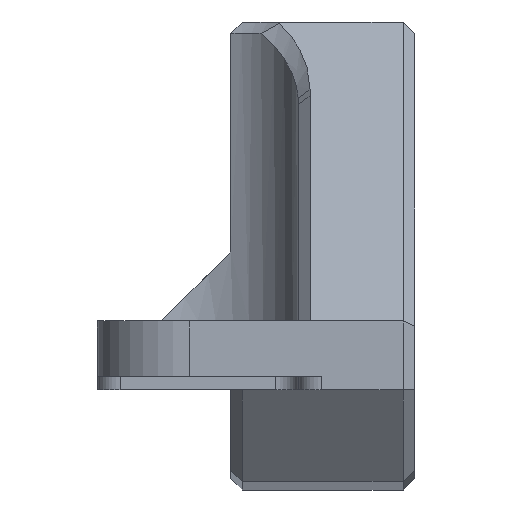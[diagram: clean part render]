
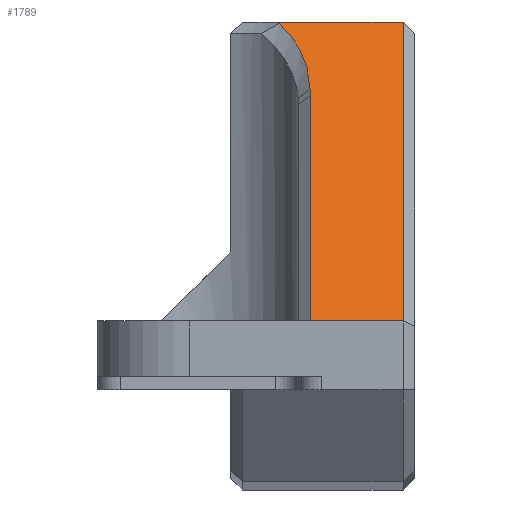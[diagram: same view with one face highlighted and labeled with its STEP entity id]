
A CAD part, front view. The second image highlights one B-rep face of the part: STEP entity #1789.
In plain terms, the highlighted planar face has unit normal (0, -0.643, 0.766).
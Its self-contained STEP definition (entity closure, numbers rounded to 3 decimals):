
#17=ELLIPSE('',#1893,10.231,4.263);
#88=PLANE('',#1919);
#186=FACE_OUTER_BOUND('',#290,.T.);
#290=EDGE_LOOP('',(#1576,#1577,#1578,#1579,#1580,#1581,#1582));
#345=B_SPLINE_CURVE_WITH_KNOTS('',3,(#2924,#2925,#2926,#2927),
 .UNSPECIFIED.,.F.,.F.,(4,4),(-1.571,-0.827),
 .UNSPECIFIED.);
#346=B_SPLINE_CURVE_WITH_KNOTS('',3,(#3004,#3005,#3006,#3007),
 .UNSPECIFIED.,.F.,.F.,(4,4),(1.601,1.643),
 .UNSPECIFIED.);
#515=LINE('',#2936,#708);
#533=LINE('',#2984,#726);
#546=LINE('',#3044,#739);
#551=LINE('',#3053,#744);
#708=VECTOR('',#2214,10.);
#726=VECTOR('',#2254,10.);
#739=VECTOR('',#2289,10.);
#744=VECTOR('',#2296,10.);
#862=VERTEX_POINT('',#2830);
#877=VERTEX_POINT('',#2882);
#879=VERTEX_POINT('',#2886);
#881=VERTEX_POINT('',#2922);
#883=VERTEX_POINT('',#2931);
#897=VERTEX_POINT('',#2980);
#899=VERTEX_POINT('',#2983);
#1094=EDGE_CURVE('',#879,#877,#17,.T.);
#1097=EDGE_CURVE('',#881,#879,#345,.T.);
#1102=EDGE_CURVE('',#883,#862,#515,.T.);
#1124=EDGE_CURVE('',#897,#899,#533,.T.);
#1127=EDGE_CURVE('',#899,#881,#346,.T.);
#1145=EDGE_CURVE('',#897,#862,#546,.T.);
#1150=EDGE_CURVE('',#883,#877,#551,.T.);
#1576=ORIENTED_EDGE('',*,*,#1102,.F.);
#1577=ORIENTED_EDGE('',*,*,#1150,.T.);
#1578=ORIENTED_EDGE('',*,*,#1094,.F.);
#1579=ORIENTED_EDGE('',*,*,#1097,.F.);
#1580=ORIENTED_EDGE('',*,*,#1127,.F.);
#1581=ORIENTED_EDGE('',*,*,#1124,.F.);
#1582=ORIENTED_EDGE('',*,*,#1145,.T.);
#1789=ADVANCED_FACE('',(#186),#88,.T.);
#1893=AXIS2_PLACEMENT_3D('',#2900,#2203,#2204);
#1919=AXIS2_PLACEMENT_3D('',#3054,#2297,#2298);
#2203=DIRECTION('center_axis',(0.,-0.643,0.766));
#2204=DIRECTION('ref_axis',(0.,-0.766,-0.643));
#2214=DIRECTION('',(0.,-0.766,-0.643));
#2254=DIRECTION('',(0.,0.766,0.643));
#2289=DIRECTION('',(1.,0.,0.));
#2296=DIRECTION('',(-1.,0.,0.));
#2297=DIRECTION('center_axis',(0.,-0.643,0.766));
#2298=DIRECTION('ref_axis',(0.,0.766,0.643));
#2830=CARTESIAN_POINT('',(9.3,-31.5,3.));
#2882=CARTESIAN_POINT('',(3.92,-16.007,16.));
#2886=CARTESIAN_POINT('',(3.906,-16.065,15.951));
#2900=CARTESIAN_POINT('Origin',(0.,-12.924,
18.587));
#2922=CARTESIAN_POINT('',(5.25,-19.5,13.069));
#2924=CARTESIAN_POINT('Ctrl Pts',(5.25,-19.5,13.069));
#2925=CARTESIAN_POINT('Ctrl Pts',(5.25,-18.25,14.118));
#2926=CARTESIAN_POINT('Ctrl Pts',(4.767,-17.006,15.162));
#2927=CARTESIAN_POINT('Ctrl Pts',(3.906,-16.065,15.951));
#2931=CARTESIAN_POINT('',(9.3,-16.007,16.));
#2936=CARTESIAN_POINT('',(9.3,-32.239,2.38));
#2980=CARTESIAN_POINT('',(5.25,-31.5,3.));
#2983=CARTESIAN_POINT('',(5.25,-19.821,12.8));
#2984=CARTESIAN_POINT('',(5.25,-32.087,2.508));
#3004=CARTESIAN_POINT('Ctrl Pts',(5.25,-19.821,12.8));
#3005=CARTESIAN_POINT('Ctrl Pts',(5.25,-19.714,12.889));
#3006=CARTESIAN_POINT('Ctrl Pts',(5.25,-19.607,12.979));
#3007=CARTESIAN_POINT('Ctrl Pts',(5.25,-19.5,13.069));
#3044=CARTESIAN_POINT('',(0.,-31.5,3.));
#3053=CARTESIAN_POINT('',(9.8,-16.007,16.));
#3054=CARTESIAN_POINT('Origin',(9.8,-31.5,3.));
